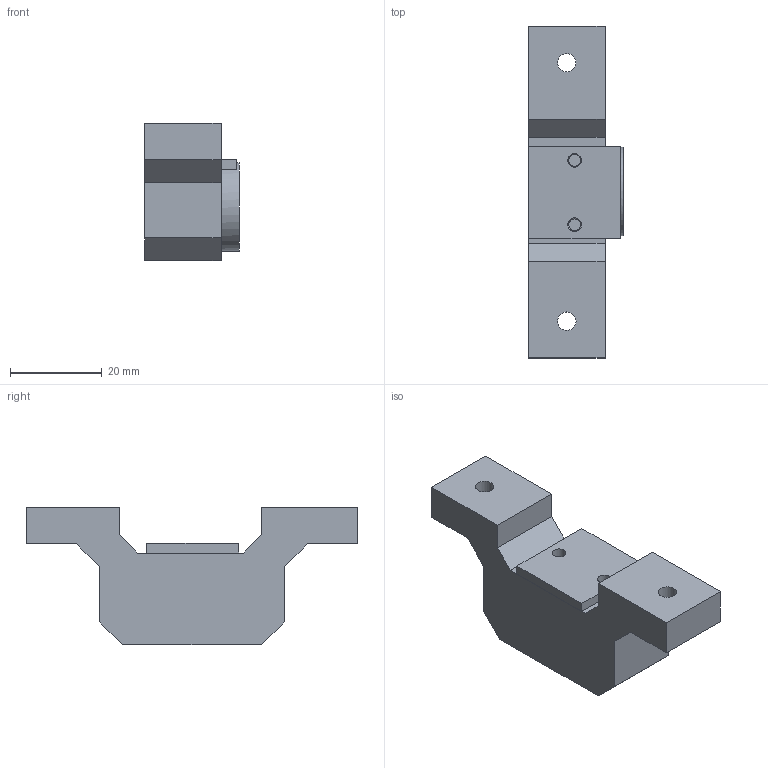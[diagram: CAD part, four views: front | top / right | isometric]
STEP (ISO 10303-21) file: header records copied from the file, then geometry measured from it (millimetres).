
FILE_DESCRIPTION(/* description */ (''),/* implementation_level */ '2;1');
FILE_NAME(/* name */ 'Leadscrewbracket.step',/* time_stamp */ '2026-01-06T23:09:23-06:00',/* author */ (''),/* organization */ (''),/* preprocessor_version */ 'ST-DEVELOPER v20.1',/* originating_system */ 'Autodesk Translation Framework v14.21.0.0',/* authorisation */ '');
FILE_SCHEMA (('AUTOMOTIVE_DESIGN { 1 0 10303 214 3 1 1 }'));
Length unit declared in the file: millimetre
Products named in the file (1): Leadscrewbracket
Bounding box: 20.65 x 72.25 x 30 mm (x, y, z)
Volume: 17659.4 mm3; surface area: 7408.3 mm2
Topology: 1 solids, 1 shells, 39 faces, 101 edges, 67 vertices
Faces by surface type: plane 31, cylinder 6, cone 2
Full cylindrical faces by diameter (mm): 3 x2, 4 x2, 15.2 x1, 19.2 x1
Entity records: 1224 total; most frequent: CARTESIAN_POINT 208, ORIENTED_EDGE 202, DIRECTION 197, EDGE_CURVE 101, LINE 85, VECTOR 85, VERTEX_POINT 67, AXIS2_PLACEMENT_3D 56
